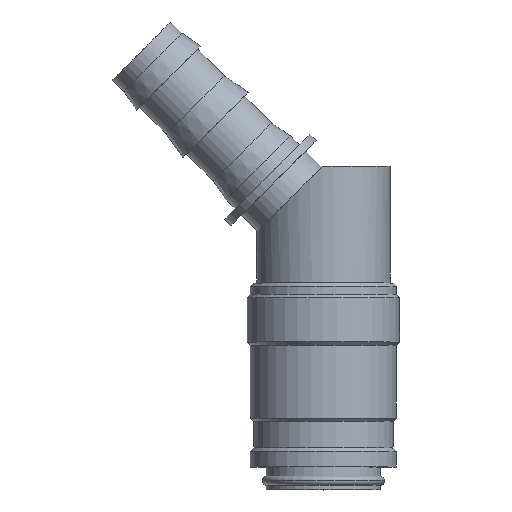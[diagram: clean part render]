
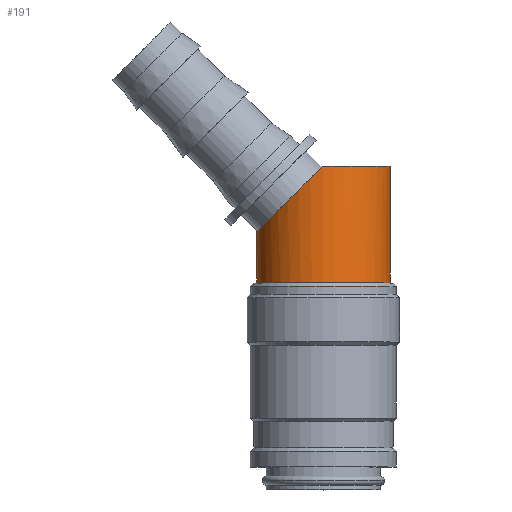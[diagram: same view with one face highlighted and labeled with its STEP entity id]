
A CAD part, top view. The second image highlights one B-rep face of the part: STEP entity #191.
In plain terms, the highlighted cylindrical face has radius 10.5 mm (diameter 21 mm), a partial arc.
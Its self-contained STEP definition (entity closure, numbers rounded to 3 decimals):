
#191=ADVANCED_FACE('',(#403),#404,.T.);
#403=FACE_OUTER_BOUND('',#628,.T.);
#404=CYLINDRICAL_SURFACE('',#629,10.5);
#628=EDGE_LOOP('',(#1087,#1088,#1089,#1090,#1091));
#629=AXIS2_PLACEMENT_3D('',#1092,#1093,#1094);
#1087=ORIENTED_EDGE('',*,*,#1424,.T.);
#1088=ORIENTED_EDGE('',*,*,#1321,.F.);
#1089=ORIENTED_EDGE('',*,*,#1385,.T.);
#1090=ORIENTED_EDGE('',*,*,#1425,.T.);
#1091=ORIENTED_EDGE('',*,*,#1414,.F.);
#1092=CARTESIAN_POINT('',(0.0,40.42,0.0));
#1093=DIRECTION('',(-0.0,1.0,0.0));
#1094=DIRECTION('',(1.0,0.0,0.0));
#1321=EDGE_CURVE('',#1578,#1580,#1581,.T.);
#1385=EDGE_CURVE('',#1578,#1667,#1668,.T.);
#1414=EDGE_CURVE('',#1701,#1700,#1703,.T.);
#1424=EDGE_CURVE('',#1701,#1580,#1715,.T.);
#1425=EDGE_CURVE('',#1667,#1700,#1716,.T.);
#1578=VERTEX_POINT('',#1946);
#1580=VERTEX_POINT('',#1949);
#1581=CIRCLE('',#1950,10.5);
#1667=VERTEX_POINT('',#2054);
#1668=ELLIPSE('',#2055,14.849,10.5);
#1700=VERTEX_POINT('',#2148);
#1701=VERTEX_POINT('',#2149);
#1703=CIRCLE('',#2151,10.5);
#1715=LINE('',#2167,#2168);
#1716=LINE('',#2169,#2170);
#1946=CARTESIAN_POINT('',(-0.129,51.0,10.499));
#1949=CARTESIAN_POINT('',(10.5,51.0,0.));
#1950=AXIS2_PLACEMENT_3D('',#2336,#2337,#2338);
#2054=CARTESIAN_POINT('',(-10.5,40.629,0.));
#2055=AXIS2_PLACEMENT_3D('',#2438,#2439,#2440);
#2148=CARTESIAN_POINT('',(-10.5,32.6,0.));
#2149=CARTESIAN_POINT('',(10.5,32.6,0.));
#2151=AXIS2_PLACEMENT_3D('',#2481,#2482,#2483);
#2167=CARTESIAN_POINT('',(10.5,40.42,0.));
#2168=VECTOR('',#2491,1.0);
#2169=CARTESIAN_POINT('',(-10.5,40.42,0.));
#2170=VECTOR('',#2492,1.0);
#2336=CARTESIAN_POINT('',(0.0,51.0,0.0));
#2337=DIRECTION('',(-0.0,1.0,0.0));
#2338=DIRECTION('',(1.0,0.0,0.0));
#2438=CARTESIAN_POINT('',(0.0,51.129,0.0));
#2439=DIRECTION('',(0.707,-0.707,0.0));
#2440=DIRECTION('',(0.707,0.707,0.0));
#2481=CARTESIAN_POINT('',(0.0,32.6,0.0));
#2482=DIRECTION('',(0.,-1.0,-0.0));
#2483=DIRECTION('',(1.0,0.,0.0));
#2491=DIRECTION('',(0.0,1.0,0.0));
#2492=DIRECTION('',(-0.0,-1.0,-0.0));
